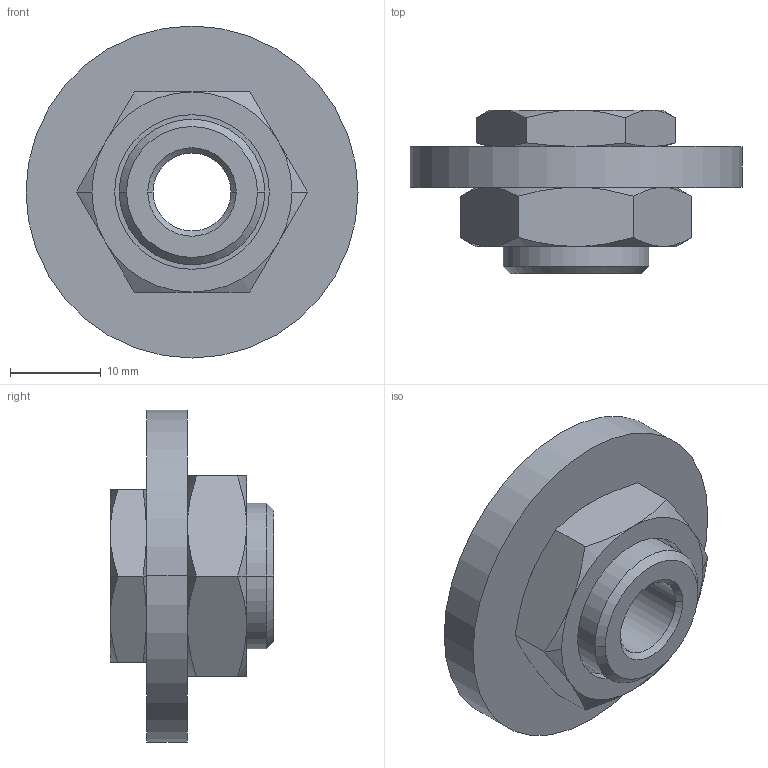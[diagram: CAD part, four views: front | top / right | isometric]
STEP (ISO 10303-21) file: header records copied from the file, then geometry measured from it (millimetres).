
FILE_DESCRIPTION(('STEP AP214'),'1');
FILE_NAME('0920_00_10.stp','2016-07-07T14:19:39',('TraceParts'),('TraceParts S.A.'),'Spatial InterOp 3D',' ',' ');
FILE_SCHEMA(('automotive_design'));
Length unit declared in the file: millimetre
Products named in the file (3): Solide1; Solide2; Solide3
Bounding box: 36.5 x 18 x 36.5 mm (x, y, z)
Volume: 8198.2 mm3; surface area: 5596.5 mm2
Topology: 3 solids, 3 shells, 82 faces, 179 edges, 105 vertices
Faces by surface type: cone 44, plane 20, cylinder 14, torus 4
Entity records: 2914 total; most frequent: CARTESIAN_POINT 465, DIRECTION 386, ORIENTED_EDGE 358, EDGE_CURVE 179, AXIS2_PLACEMENT_3D 170, VERTEX_POINT 105, EDGE_LOOP 90, STYLED_ITEM 85
